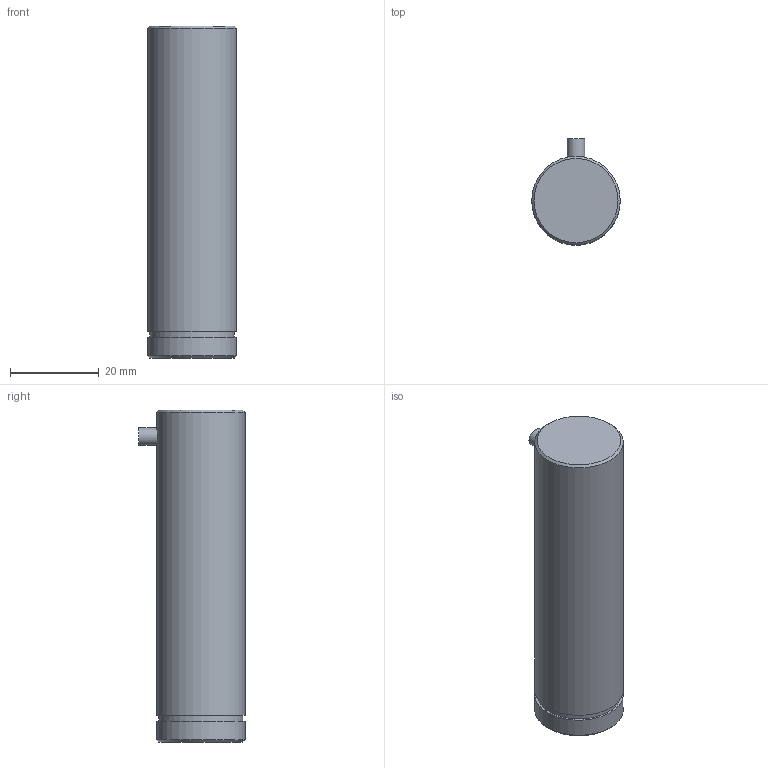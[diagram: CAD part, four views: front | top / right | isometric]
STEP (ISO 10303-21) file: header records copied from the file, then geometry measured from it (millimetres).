
FILE_DESCRIPTION(/* description */ (''),/* implementation_level */ '2;1');
FILE_NAME(/* name */ 'ffq_80_es.stp',/* time_stamp */ '2017-12-18T14:16:42+01:00',/* author */ ('leitheußer'),/* organization */ (''),/* preprocessor_version */ 'ST-DEVELOPER v15.6',/* originating_system */ 'Autodesk Inventor LT ',/* authorisation */ '');
FILE_SCHEMA (('AUTOMOTIVE_DESIGN { 1 0 10303 214 3 1 1 }'));
Length unit declared in the file: millimetre
Products named in the file (1): IN12-80
Bounding box: 20 x 24 x 75 mm (x, y, z)
Volume: 23557.6 mm3; surface area: 5685.8 mm2
Topology: 2 solids, 2 shells, 14 faces, 21 edges, 14 vertices
Faces by surface type: plane 7, cylinder 5, cone 2
Full cylindrical faces by diameter (mm): 4 x2, 19 x1, 20 x2
Entity records: 317 total; most frequent: CARTESIAN_POINT 72, DIRECTION 52, AXIS2_PLACEMENT_3D 26, EDGE_LOOP 24, ORIENTED_EDGE 24, FACE_OUTER_BOUND 14, ADVANCED_FACE 14, VERTEX_POINT 12
